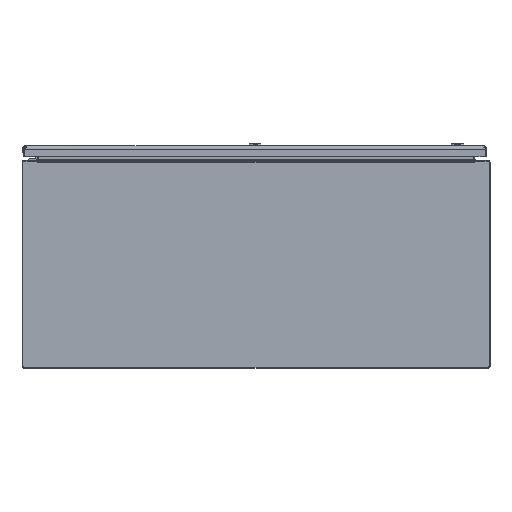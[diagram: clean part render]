
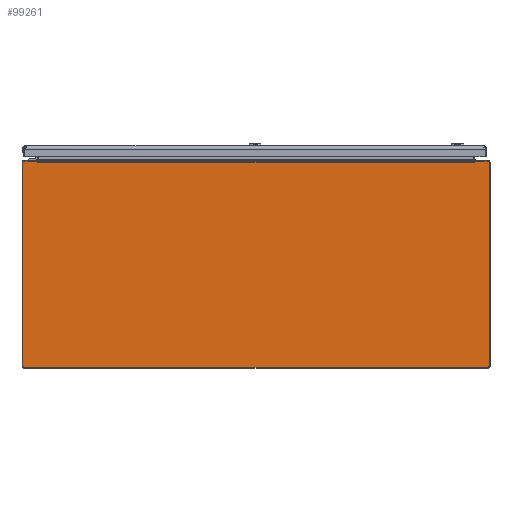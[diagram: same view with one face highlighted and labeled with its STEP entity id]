
A CAD part, front view. The second image highlights one B-rep face of the part: STEP entity #99261.
In plain terms, the highlighted planar face has unit normal (0, -1, 0).
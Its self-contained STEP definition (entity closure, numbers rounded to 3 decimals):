
#80 = DIRECTION ( 'NONE',  ( 0., 0., -1. ) ) ;
#1462 = DIRECTION ( 'NONE',  ( -1., 0., 0. ) ) ;
#1743 = VERTEX_POINT ( 'NONE', #22045 ) ;
#3506 = LINE ( 'NONE', #35096, #172412 ) ;
#4425 = VERTEX_POINT ( 'NONE', #60887 ) ;
#8081 = VERTEX_POINT ( 'NONE', #31983 ) ;
#9729 = VECTOR ( 'NONE', #1462, 39.37 ) ;
#12396 = EDGE_CURVE ( 'NONE', #8081, #150148, #140411, .T. ) ;
#12652 = EDGE_CURVE ( 'NONE', #136943, #66235, #86305, .T. ) ;
#14181 = VERTEX_POINT ( 'NONE', #147558 ) ;
#15287 = DIRECTION ( 'NONE',  ( -0.174, 0., -0.985 ) ) ;
#16555 = VERTEX_POINT ( 'NONE', #186442 ) ;
#16953 = AXIS2_PLACEMENT_3D ( 'NONE', #152098, #63093, #155017 ) ;
#17596 = CARTESIAN_POINT ( 'NONE',  ( -16.828, -24., 7.937 ) ) ;
#20472 = LINE ( 'NONE', #80723, #49463 ) ;
#22045 = CARTESIAN_POINT ( 'NONE',  ( -17.937, -24., -7.857 ) ) ;
#22650 = ORIENTED_EDGE ( 'NONE', *, *, #145164, .F. ) ;
#23676 = CARTESIAN_POINT ( 'NONE',  ( 0., -24., 7.937 ) ) ;
#24864 = DIRECTION ( 'NONE',  ( 1., 0., 0. ) ) ;
#30550 = CARTESIAN_POINT ( 'NONE',  ( -16.814, -24., 7.855 ) ) ;
#31073 = AXIS2_PLACEMENT_3D ( 'NONE', #74188, #163212, #80 ) ;
#31983 = CARTESIAN_POINT ( 'NONE',  ( 17.857, -24., -7.937 ) ) ;
#32185 = ORIENTED_EDGE ( 'NONE', *, *, #86210, .F. ) ;
#34959 = EDGE_CURVE ( 'NONE', #53000, #16555, #88426, .T. ) ;
#35096 = CARTESIAN_POINT ( 'NONE',  ( 16.806, -24., 7.855 ) ) ;
#37234 = DIRECTION ( 'NONE',  ( 0., 0., -1. ) ) ;
#37729 = EDGE_CURVE ( 'NONE', #39198, #65389, #192497, .T. ) ;
#38412 = VECTOR ( 'NONE', #15287, 39.37 ) ;
#39198 = VERTEX_POINT ( 'NONE', #157010 ) ;
#39581 = CARTESIAN_POINT ( 'NONE',  ( 16.828, -24., 7.937 ) ) ;
#40366 = EDGE_CURVE ( 'NONE', #14181, #92422, #182313, .T. ) ;
#42613 = PLANE ( 'NONE',  #31073 ) ;
#43873 = CARTESIAN_POINT ( 'NONE',  ( -16.814, -24., 7.855 ) ) ;
#43964 = CARTESIAN_POINT ( 'NONE',  ( 16.828, -24., 7.937 ) ) ;
#45003 = VECTOR ( 'NONE', #24864, 39.37 ) ;
#45930 = CARTESIAN_POINT ( 'NONE',  ( 0., -24., 7.855 ) ) ;
#48572 = CARTESIAN_POINT ( 'NONE',  ( -17.937, -24., 7.857 ) ) ;
#49463 = VECTOR ( 'NONE', #83673, 39.37 ) ;
#52081 = CARTESIAN_POINT ( 'NONE',  ( 17.857, -24., 7.857 ) ) ;
#53000 = VERTEX_POINT ( 'NONE', #39581 ) ;
#53491 = EDGE_CURVE ( 'NONE', #65389, #8081, #147453, .T. ) ;
#53641 = DIRECTION ( 'NONE',  ( 0., 1., 0. ) ) ;
#56603 = VECTOR ( 'NONE', #176727, 39.37 ) ;
#59041 = CARTESIAN_POINT ( 'NONE',  ( 17.857, -24., -7.857 ) ) ;
#60887 = CARTESIAN_POINT ( 'NONE',  ( 16.798, -24., 7.855 ) ) ;
#62343 = DIRECTION ( 'NONE',  ( -1., 0., 0. ) ) ;
#62497 = CIRCLE ( 'NONE', #188871, 0.08 ) ;
#63093 = DIRECTION ( 'NONE',  ( 0., 1., 0. ) ) ;
#64221 = DIRECTION ( 'NONE',  ( 0., 0., 1. ) ) ;
#65389 = VERTEX_POINT ( 'NONE', #124887 ) ;
#66235 = VERTEX_POINT ( 'NONE', #187637 ) ;
#70324 = LINE ( 'NONE', #160303, #45003 ) ;
#72003 = ORIENTED_EDGE ( 'NONE', *, *, #53491, .F. ) ;
#74139 = VECTOR ( 'NONE', #151137, 39.37 ) ;
#74188 = CARTESIAN_POINT ( 'NONE',  ( 0., -24., 0. ) ) ;
#74255 = VERTEX_POINT ( 'NONE', #183129 ) ;
#76275 = ORIENTED_EDGE ( 'NONE', *, *, #37729, .F. ) ;
#76844 = ORIENTED_EDGE ( 'NONE', *, *, #152014, .F. ) ;
#80723 = CARTESIAN_POINT ( 'NONE',  ( 0., -24., 7.855 ) ) ;
#81075 = CARTESIAN_POINT ( 'NONE',  ( 0., -24., -7.937 ) ) ;
#83024 = VECTOR ( 'NONE', #144258, 39.37 ) ;
#83673 = DIRECTION ( 'NONE',  ( -1., 0., 0. ) ) ;
#83956 = ORIENTED_EDGE ( 'NONE', *, *, #12652, .F. ) ;
#86210 = EDGE_CURVE ( 'NONE', #53000, #74255, #70324, .T. ) ;
#86305 = CIRCLE ( 'NONE', #16953, 0.08 ) ;
#87518 = CIRCLE ( 'NONE', #179116, 0.08 ) ;
#88426 = LINE ( 'NONE', #43964, #38412 ) ;
#90900 = ORIENTED_EDGE ( 'NONE', *, *, #120993, .F. ) ;
#92422 = VERTEX_POINT ( 'NONE', #43873 ) ;
#96289 = EDGE_CURVE ( 'NONE', #150148, #1743, #62497, .T. ) ;
#97163 = CARTESIAN_POINT ( 'NONE',  ( -17.857, -24., -7.857 ) ) ;
#99261 = ADVANCED_FACE ( 'NONE', ( #120663 ), #42613, .T. ) ;
#100426 = ORIENTED_EDGE ( 'NONE', *, *, #40366, .T. ) ;
#107453 = VECTOR ( 'NONE', #64221, 39.37 ) ;
#109600 = ORIENTED_EDGE ( 'NONE', *, *, #34959, .T. ) ;
#112032 = DIRECTION ( 'NONE',  ( 0., 0., -1. ) ) ;
#112414 = DIRECTION ( 'NONE',  ( 0., 1., 0. ) ) ;
#119992 = ORIENTED_EDGE ( 'NONE', *, *, #135449, .T. ) ;
#120663 = FACE_OUTER_BOUND ( 'NONE', #186836, .T. ) ;
#120993 = EDGE_CURVE ( 'NONE', #74255, #39198, #87518, .T. ) ;
#122575 = LINE ( 'NONE', #137418, #107453 ) ;
#124887 = CARTESIAN_POINT ( 'NONE',  ( 17.937, -24., -7.857 ) ) ;
#125229 = VECTOR ( 'NONE', #62343, 39.37 ) ;
#135449 = EDGE_CURVE ( 'NONE', #16555, #4425, #3506, .T. ) ;
#136943 = VERTEX_POINT ( 'NONE', #48572 ) ;
#137418 = CARTESIAN_POINT ( 'NONE',  ( -17.937, -24., 0. ) ) ;
#140411 = LINE ( 'NONE', #81075, #125229 ) ;
#140670 = ORIENTED_EDGE ( 'NONE', *, *, #160114, .T. ) ;
#144258 = DIRECTION ( 'NONE',  ( 1., 0., 0. ) ) ;
#144387 = ORIENTED_EDGE ( 'NONE', *, *, #96289, .F. ) ;
#145164 = EDGE_CURVE ( 'NONE', #1743, #136943, #122575, .T. ) ;
#147453 = CIRCLE ( 'NONE', #175803, 0.08 ) ;
#147558 = CARTESIAN_POINT ( 'NONE',  ( -16.798, -24., 7.855 ) ) ;
#150148 = VERTEX_POINT ( 'NONE', #183701 ) ;
#151137 = DIRECTION ( 'NONE',  ( -0.174, 0., 0.985 ) ) ;
#152014 = EDGE_CURVE ( 'NONE', #66235, #194270, #159083, .T. ) ;
#152098 = CARTESIAN_POINT ( 'NONE',  ( -17.857, -24., 7.857 ) ) ;
#153183 = EDGE_CURVE ( 'NONE', #92422, #194270, #165021, .T. ) ;
#154725 = DIRECTION ( 'NONE',  ( -1., 0., 0. ) ) ;
#155017 = DIRECTION ( 'NONE',  ( 0., 0., -1. ) ) ;
#157010 = CARTESIAN_POINT ( 'NONE',  ( 17.937, -24., 7.857 ) ) ;
#159083 = LINE ( 'NONE', #23676, #83024 ) ;
#160114 = EDGE_CURVE ( 'NONE', #4425, #14181, #20472, .T. ) ;
#160303 = CARTESIAN_POINT ( 'NONE',  ( 0., -24., 7.937 ) ) ;
#163212 = DIRECTION ( 'NONE',  ( 0., -1., 0. ) ) ;
#165021 = LINE ( 'NONE', #30550, #74139 ) ;
#172412 = VECTOR ( 'NONE', #154725, 39.37 ) ;
#174265 = ORIENTED_EDGE ( 'NONE', *, *, #12396, .F. ) ;
#175803 = AXIS2_PLACEMENT_3D ( 'NONE', #59041, #193451, #192470 ) ;
#176727 = DIRECTION ( 'NONE',  ( 0., 0., -1. ) ) ;
#179116 = AXIS2_PLACEMENT_3D ( 'NONE', #52081, #112414, #37234 ) ;
#182313 = LINE ( 'NONE', #45930, #9729 ) ;
#183129 = CARTESIAN_POINT ( 'NONE',  ( 17.857, -24., 7.937 ) ) ;
#183701 = CARTESIAN_POINT ( 'NONE',  ( -17.857, -24., -7.937 ) ) ;
#186442 = CARTESIAN_POINT ( 'NONE',  ( 16.814, -24., 7.855 ) ) ;
#186836 = EDGE_LOOP ( 'NONE', ( #76844, #83956, #22650, #144387, #174265, #72003, #76275, #90900, #32185, #109600, #119992, #140670, #100426, #192770 ) ) ;
#187637 = CARTESIAN_POINT ( 'NONE',  ( -17.857, -24., 7.937 ) ) ;
#188871 = AXIS2_PLACEMENT_3D ( 'NONE', #97163, #53641, #112032 ) ;
#189590 = CARTESIAN_POINT ( 'NONE',  ( 17.937, -24., 0. ) ) ;
#192470 = DIRECTION ( 'NONE',  ( 0., 0., -1. ) ) ;
#192497 = LINE ( 'NONE', #189590, #56603 ) ;
#192770 = ORIENTED_EDGE ( 'NONE', *, *, #153183, .T. ) ;
#193451 = DIRECTION ( 'NONE',  ( 0., 1., 0. ) ) ;
#194270 = VERTEX_POINT ( 'NONE', #17596 ) ;
